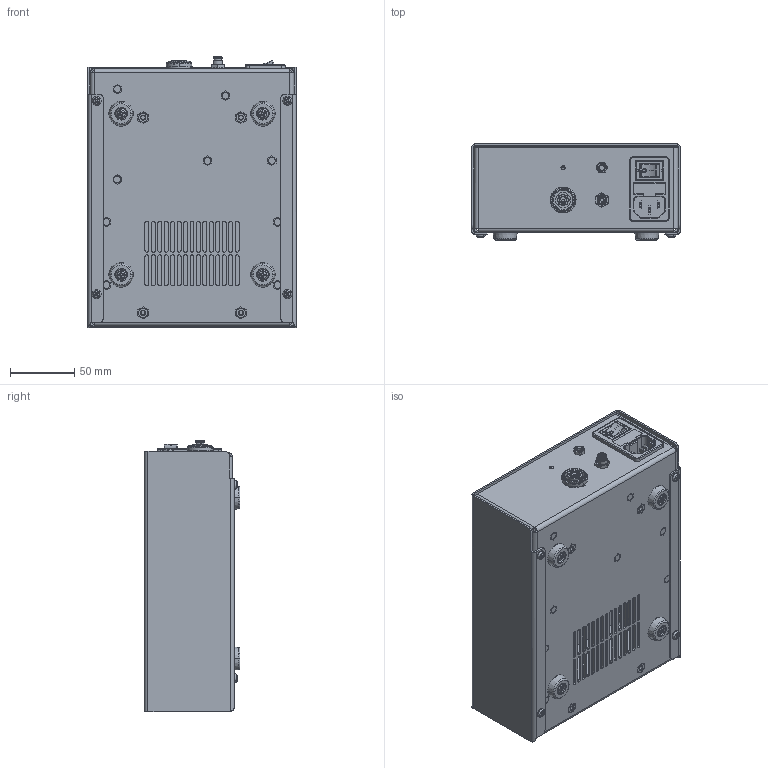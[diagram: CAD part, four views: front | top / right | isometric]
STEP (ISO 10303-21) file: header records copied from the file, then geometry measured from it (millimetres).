
FILE_DESCRIPTION (( 'STEP AP214' ), '1' );
FILE_NAME ('UCR470-5A.STEP', '2018-04-24T05:35:07', ( 'Fontanilla' ), ( 'Microsoft' ), 'SwSTEP 2.0', 'SolidWorks 2017', '' );
FILE_SCHEMA (( 'AUTOMOTIVE_DESIGN' ));
Length unit declared in the file: millimetre
Products named in the file (1): UCR470-5A
Bounding box: 162 x 74.3 x 210.5 mm (x, y, z)
Surface area: 226154.5 mm2 (no closed solid volume)
Topology: 0 solids, 51 shells, 822 faces, 3070 edges, 2276 vertices
Faces by surface type: plane 393, cylinder 278, cone 56, bspline 41, torus 32, sphere 22
Entity records: 44249 total; most frequent: CARTESIAN_POINT 8944, DIRECTION 5422, ORIENTED_EDGE 5143, EDGE_CURVE 3055, VERTEX_POINT 2276, LINE 1846, VECTOR 1846, AXIS2_PLACEMENT_3D 1788
